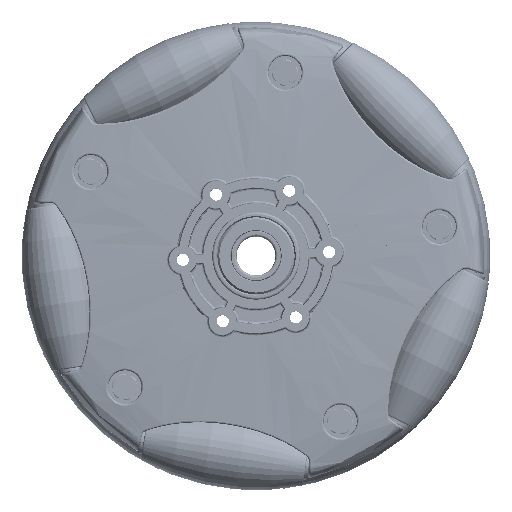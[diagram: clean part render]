
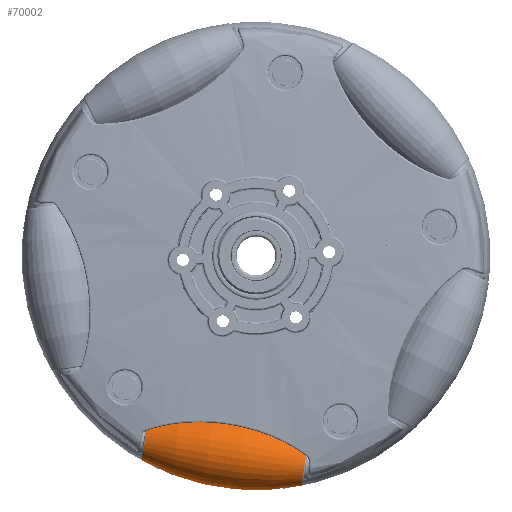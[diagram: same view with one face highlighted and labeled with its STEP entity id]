
A CAD part, top view. The second image highlights one B-rep face of the part: STEP entity #70002.
In plain terms, the highlighted toroidal (fillet/blend) face has major radius 64.77 mm and minor radius 76.2 mm.
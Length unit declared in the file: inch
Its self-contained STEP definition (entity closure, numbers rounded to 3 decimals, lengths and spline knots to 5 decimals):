
#1010 = DIRECTION ( 'NONE',  ( 0.707, -0.707, 0. ) ) ;
#8581 = AXIS2_PLACEMENT_3D ( 'NONE', #21136, #64454, #27311 ) ;
#12720 = TOROIDAL_SURFACE ( 'NONE', #16963, -2.55, 3. ) ;
#13384 = CARTESIAN_POINT ( 'NONE',  ( 2.34568, 0.88393, 0. ) ) ;
#13854 = DIRECTION ( 'NONE',  ( -0.707, 0.707, 0. ) ) ;
#14994 = AXIS2_PLACEMENT_3D ( 'NONE', #60382, #23235, #66564 ) ;
#15008 = VERTEX_POINT ( 'NONE', #28458 ) ;
#16963 = AXIS2_PLACEMENT_3D ( 'NONE', #20742, #13854, #26929 ) ;
#20742 = CARTESIAN_POINT ( 'NONE',  ( 1.80312, 1.80312, 0. ) ) ;
#21136 = CARTESIAN_POINT ( 'NONE',  ( 0., 0., 0. ) ) ;
#21656 = CIRCLE ( 'NONE', #14994, 3. ) ;
#23235 = DIRECTION ( 'NONE',  ( 0., 0., -1. ) ) ;
#23486 = ORIENTED_EDGE ( 'NONE', *, *, #53451, .T. ) ;
#26929 = DIRECTION ( 'NONE',  ( -0.707, -0.707, 0. ) ) ;
#27235 = CARTESIAN_POINT ( 'NONE',  ( 2.72231, 1.26056, 0. ) ) ;
#27311 = DIRECTION ( 'NONE',  ( 1., 0., 0. ) ) ;
#28458 = CARTESIAN_POINT ( 'NONE',  ( 1.26056, 2.72231, 0. ) ) ;
#29453 = DIRECTION ( 'NONE',  ( -0.707, 0.707, 0. ) ) ;
#30056 = ORIENTED_EDGE ( 'NONE', *, *, #48487, .F. ) ;
#30727 = CARTESIAN_POINT ( 'NONE',  ( 0.88393, 2.34568, 0. ) ) ;
#36919 = VERTEX_POINT ( 'NONE', #13384 ) ;
#37746 = CARTESIAN_POINT ( 'NONE',  ( 1.07225, 2.534, 0. ) ) ;
#38035 = CIRCLE ( 'NONE', #71811, 0.26632 ) ;
#38550 = ORIENTED_EDGE ( 'NONE', *, *, #78791, .T. ) ;
#43967 = DIRECTION ( 'NONE',  ( 0.707, 0.707, 0. ) ) ;
#46595 = AXIS2_PLACEMENT_3D ( 'NONE', #66662, #29453, #72866 ) ;
#48487 = EDGE_CURVE ( 'NONE', #36919, #75550, #21656, .T. ) ;
#49413 = ORIENTED_EDGE ( 'NONE', *, *, #68273, .T. ) ;
#51732 = VERTEX_POINT ( 'NONE', #27235 ) ;
#53451 = EDGE_CURVE ( 'NONE', #51732, #15008, #65973, .T. ) ;
#54260 = EDGE_LOOP ( 'NONE', ( #38550, #23486, #49413, #30056 ) ) ;
#54644 = CIRCLE ( 'NONE', #46595, 0.26632 ) ;
#60382 = CARTESIAN_POINT ( 'NONE',  ( 3.60624, 3.60624, 0. ) ) ;
#64454 = DIRECTION ( 'NONE',  ( 0., 0., 1. ) ) ;
#65973 = CIRCLE ( 'NONE', #8581, 3. ) ;
#66564 = DIRECTION ( 'NONE',  ( -1., 0., 0. ) ) ;
#66662 = CARTESIAN_POINT ( 'NONE',  ( 2.534, 1.07225, 0. ) ) ;
#68273 = EDGE_CURVE ( 'NONE', #15008, #75550, #38035, .T. ) ;
#70002 = ADVANCED_FACE ( 'NONE', ( #76527 ), #12720, .T. ) ;
#71811 = AXIS2_PLACEMENT_3D ( 'NONE', #37746, #1010, #43967 ) ;
#72866 = DIRECTION ( 'NONE',  ( -0.707, -0.707, 0. ) ) ;
#75550 = VERTEX_POINT ( 'NONE', #30727 ) ;
#76527 = FACE_OUTER_BOUND ( 'NONE', #54260, .T. ) ;
#78791 = EDGE_CURVE ( 'NONE', #36919, #51732, #54644, .T. ) ;
